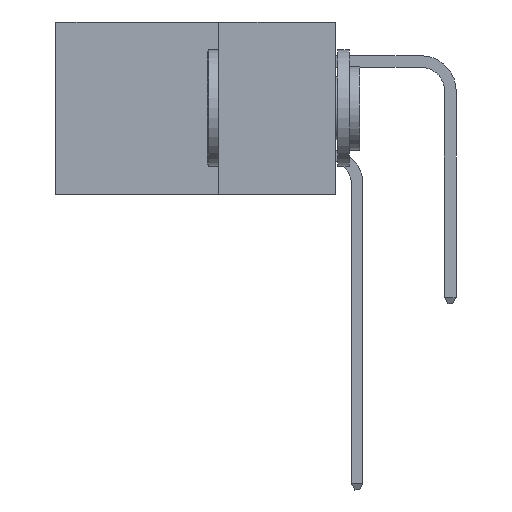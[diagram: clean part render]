
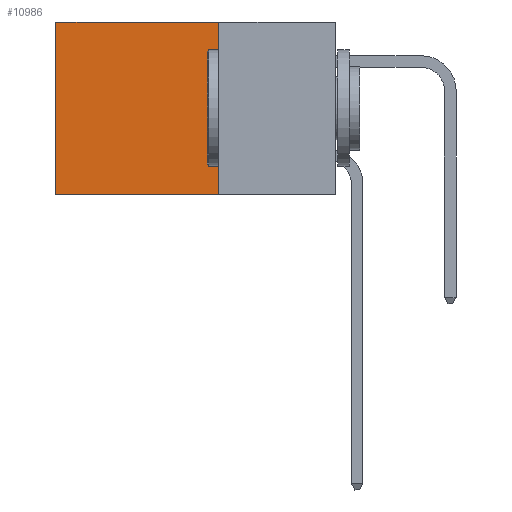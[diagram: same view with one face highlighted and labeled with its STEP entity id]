
A CAD part, left-side view. The second image highlights one B-rep face of the part: STEP entity #10986.
In plain terms, the highlighted planar face has unit normal (-1, 0, 0).
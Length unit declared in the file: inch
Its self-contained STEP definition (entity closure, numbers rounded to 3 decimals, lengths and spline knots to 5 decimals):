
#259 = LINE ( 'NONE', #8875, #4472 ) ;
#1096 = DIRECTION ( 'NONE',  ( 0., 1., 0. ) ) ;
#1426 = DIRECTION ( 'NONE',  ( 0., 0., -1. ) ) ;
#1555 = VECTOR ( 'NONE', #11593, 39.37008 ) ;
#1854 = DIRECTION ( 'NONE',  ( 0., 0., -1. ) ) ;
#1951 = EDGE_CURVE ( 'NONE', #10030, #3014, #11132, .T. ) ;
#1998 = ORIENTED_EDGE ( 'NONE', *, *, #1951, .F. ) ;
#2237 = FACE_OUTER_BOUND ( 'NONE', #12254, .T. ) ;
#2670 = CARTESIAN_POINT ( 'NONE',  ( 0.2875, 0.6, 0. ) ) ;
#2958 = CARTESIAN_POINT ( 'NONE',  ( 0.2875, 0.25, 0. ) ) ;
#3014 = VERTEX_POINT ( 'NONE', #8471 ) ;
#3261 = ORIENTED_EDGE ( 'NONE', *, *, #9700, .T. ) ;
#3496 = VECTOR ( 'NONE', #12592, 39.37008 ) ;
#4472 = VECTOR ( 'NONE', #1096, 39.37008 ) ;
#4787 = CARTESIAN_POINT ( 'NONE',  ( 0.2875, 0.25, -0.37 ) ) ;
#5420 = LINE ( 'NONE', #4787, #3496 ) ;
#6278 = PLANE ( 'NONE',  #10674 ) ;
#6584 = CARTESIAN_POINT ( 'NONE',  ( 0.2875, 0.6, -0.37 ) ) ;
#7130 = CARTESIAN_POINT ( 'NONE',  ( 0.2875, 0.25, 0. ) ) ;
#7309 = VERTEX_POINT ( 'NONE', #2670 ) ;
#7789 = VERTEX_POINT ( 'NONE', #6584 ) ;
#8471 = CARTESIAN_POINT ( 'NONE',  ( 0.2875, 0.25, -0.37 ) ) ;
#8875 = CARTESIAN_POINT ( 'NONE',  ( 0.2875, 0.25, 0. ) ) ;
#9022 = EDGE_CURVE ( 'NONE', #3014, #7789, #5420, .T. ) ;
#9195 = CARTESIAN_POINT ( 'NONE',  ( 0.2875, 0.25, 0. ) ) ;
#9700 = EDGE_CURVE ( 'NONE', #7309, #7789, #11507, .T. ) ;
#9735 = VECTOR ( 'NONE', #1426, 39.37008 ) ;
#10030 = VERTEX_POINT ( 'NONE', #9195 ) ;
#10483 = CARTESIAN_POINT ( 'NONE',  ( 0.2875, 0.6, 0. ) ) ;
#10674 = AXIS2_PLACEMENT_3D ( 'NONE', #2958, #14222, #1854 ) ;
#10986 = ADVANCED_FACE ( 'NONE', ( #2237 ), #6278, .F. ) ;
#11132 = LINE ( 'NONE', #7130, #9735 ) ;
#11507 = LINE ( 'NONE', #10483, #1555 ) ;
#11593 = DIRECTION ( 'NONE',  ( 0., 0., -1. ) ) ;
#11915 = EDGE_CURVE ( 'NONE', #10030, #7309, #259, .T. ) ;
#11928 = ORIENTED_EDGE ( 'NONE', *, *, #11915, .T. ) ;
#12254 = EDGE_LOOP ( 'NONE', ( #3261, #13002, #1998, #11928 ) ) ;
#12592 = DIRECTION ( 'NONE',  ( 0., 1., 0. ) ) ;
#13002 = ORIENTED_EDGE ( 'NONE', *, *, #9022, .F. ) ;
#14222 = DIRECTION ( 'NONE',  ( 1., 0., 0. ) ) ;
